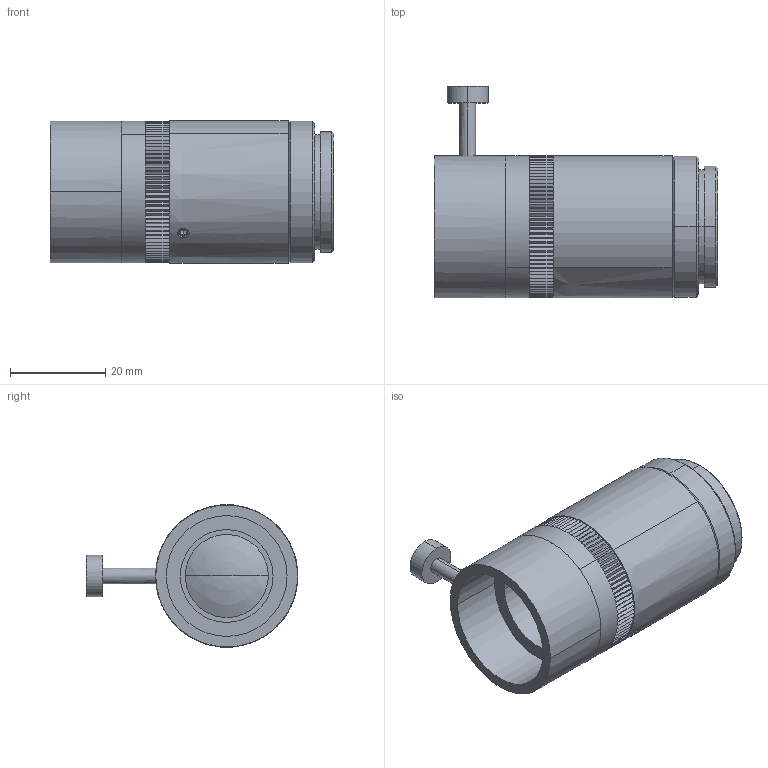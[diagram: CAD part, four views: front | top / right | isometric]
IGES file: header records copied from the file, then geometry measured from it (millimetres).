
Start section: SolidWorks IGES file using analytic representation for surfaces
Global section: file name: 53043.igs; native system: SolidWorks 2011; preprocessor: SolidWorks 2011; author: BillB; date: 120410.155206; units: millimetre
Bounding box: 59.61 x 44.5 x 29.9 mm (x, y, z)
Surface area: 13739 mm2 (no closed solid volume)
Topology: 0 solids, 5 shells, 409 faces, 1129 edges, 748 vertices
Faces by surface type: plane 327, revolution 78, bspline 4
